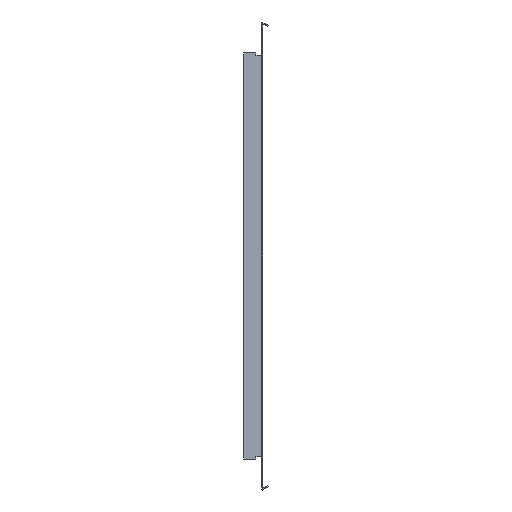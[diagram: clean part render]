
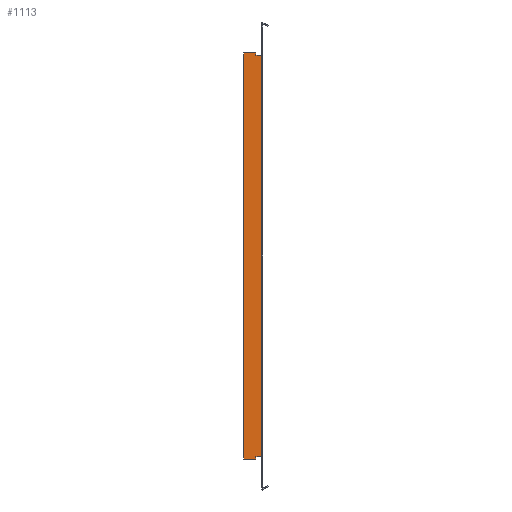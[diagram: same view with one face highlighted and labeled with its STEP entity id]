
A CAD part, left-side view. The second image highlights one B-rep face of the part: STEP entity #1113.
In plain terms, the highlighted planar face has unit normal (-1, 0, 0).
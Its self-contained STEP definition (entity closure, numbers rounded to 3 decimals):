
#123 = EDGE_CURVE ( 'NONE', #9828, #9384, #2570, .T. ) ;
#202 = EDGE_CURVE ( 'NONE', #7515, #10541, #8050, .T. ) ;
#213 = VERTEX_POINT ( 'NONE', #3931 ) ;
#394 = CARTESIAN_POINT ( 'NONE',  ( 1.5, 5.75, -256.25 ) ) ;
#423 = DIRECTION ( 'NONE',  ( 0., 0., 1. ) ) ;
#485 = VERTEX_POINT ( 'NONE', #10265 ) ;
#488 = LINE ( 'NONE', #3882, #7849 ) ;
#535 = DIRECTION ( 'NONE',  ( 0., 0., 1. ) ) ;
#550 = LINE ( 'NONE', #9616, #6589 ) ;
#770 = EDGE_CURVE ( 'NONE', #2862, #7515, #5636, .T. ) ;
#773 = LINE ( 'NONE', #10112, #6838 ) ;
#834 = DIRECTION ( 'NONE',  ( 0., 0., -1. ) ) ;
#863 = VERTEX_POINT ( 'NONE', #3087 ) ;
#960 = CARTESIAN_POINT ( 'NONE',  ( 1.5, 5.75, 259.25 ) ) ;
#965 = EDGE_CURVE ( 'NONE', #863, #6235, #9297, .T. ) ;
#983 = VERTEX_POINT ( 'NONE', #7527 ) ;
#1113 = ADVANCED_FACE ( 'NONE', ( #1653 ), #7460, .T. ) ;
#1151 = EDGE_CURVE ( 'NONE', #2862, #7187, #773, .T. ) ;
#1425 = CARTESIAN_POINT ( 'NONE',  ( 1.5, -1.5, 256.25 ) ) ;
#1546 = LINE ( 'NONE', #9994, #5128 ) ;
#1608 = DIRECTION ( 'NONE',  ( 0., -1., 0. ) ) ;
#1653 = FACE_OUTER_BOUND ( 'NONE', #8118, .T. ) ;
#1726 = LINE ( 'NONE', #5122, #2411 ) ;
#1751 = ORIENTED_EDGE ( 'NONE', *, *, #4977, .F. ) ;
#1841 = ORIENTED_EDGE ( 'NONE', *, *, #9259, .T. ) ;
#1958 = ORIENTED_EDGE ( 'NONE', *, *, #965, .F. ) ;
#2145 = DIRECTION ( 'NONE',  ( 0., 0., 1. ) ) ;
#2196 = ORIENTED_EDGE ( 'NONE', *, *, #9671, .F. ) ;
#2209 = VECTOR ( 'NONE', #5143, 1000. ) ;
#2237 = ORIENTED_EDGE ( 'NONE', *, *, #4249, .F. ) ;
#2308 = CARTESIAN_POINT ( 'NONE',  ( 1.5, 5.75, -256.75 ) ) ;
#2411 = VECTOR ( 'NONE', #4302, 1000. ) ;
#2485 = DIRECTION ( 'NONE',  ( 0., 0., -1. ) ) ;
#2570 = LINE ( 'NONE', #5959, #2209 ) ;
#2862 = VERTEX_POINT ( 'NONE', #4652 ) ;
#3087 = CARTESIAN_POINT ( 'NONE',  ( 1.5, -0.5, 256.25 ) ) ;
#3243 = DIRECTION ( 'NONE',  ( 0., 1., 0. ) ) ;
#3483 = ORIENTED_EDGE ( 'NONE', *, *, #770, .F. ) ;
#3663 = VECTOR ( 'NONE', #10865, 1000. ) ;
#3710 = ORIENTED_EDGE ( 'NONE', *, *, #1151, .T. ) ;
#3731 = DIRECTION ( 'NONE',  ( 0., -1., 0. ) ) ;
#3808 = VECTOR ( 'NONE', #535, 1000. ) ;
#3882 = CARTESIAN_POINT ( 'NONE',  ( 1.5, -1.5, 0. ) ) ;
#3901 = CARTESIAN_POINT ( 'NONE',  ( 1.5, 21.5, 259.25 ) ) ;
#3931 = CARTESIAN_POINT ( 'NONE',  ( 1.5, 5.75, -259.25 ) ) ;
#4051 = LINE ( 'NONE', #2308, #3663 ) ;
#4089 = EDGE_CURVE ( 'NONE', #10541, #9570, #5556, .T. ) ;
#4104 = LINE ( 'NONE', #8576, #7196 ) ;
#4180 = DIRECTION ( 'NONE',  ( -1., 0., 0. ) ) ;
#4184 = AXIS2_PLACEMENT_3D ( 'NONE', #6731, #4180, #1608 ) ;
#4249 = EDGE_CURVE ( 'NONE', #485, #213, #1546, .T. ) ;
#4275 = CARTESIAN_POINT ( 'NONE',  ( 1.5, -1.5, 256.25 ) ) ;
#4302 = DIRECTION ( 'NONE',  ( 0., 1., 0. ) ) ;
#4652 = CARTESIAN_POINT ( 'NONE',  ( 1.5, 21.5, -256.75 ) ) ;
#4748 = CARTESIAN_POINT ( 'NONE',  ( 1.5, -0.5, -256.25 ) ) ;
#4977 = EDGE_CURVE ( 'NONE', #6235, #9384, #488, .T. ) ;
#5122 = CARTESIAN_POINT ( 'NONE',  ( 1.5, 0., -259.25 ) ) ;
#5128 = VECTOR ( 'NONE', #2485, 1000. ) ;
#5143 = DIRECTION ( 'NONE',  ( 0., -1., 0. ) ) ;
#5431 = ORIENTED_EDGE ( 'NONE', *, *, #6476, .F. ) ;
#5556 = LINE ( 'NONE', #8963, #5991 ) ;
#5575 = EDGE_CURVE ( 'NONE', #6913, #983, #550, .T. ) ;
#5636 = LINE ( 'NONE', #6371, #5744 ) ;
#5744 = VECTOR ( 'NONE', #423, 1000. ) ;
#5793 = CARTESIAN_POINT ( 'NONE',  ( 1.5, 0., 256.25 ) ) ;
#5959 = CARTESIAN_POINT ( 'NONE',  ( 1.5, -0.5, -256.25 ) ) ;
#5991 = VECTOR ( 'NONE', #3731, 1000. ) ;
#6112 = VECTOR ( 'NONE', #10856, 1000. ) ;
#6235 = VERTEX_POINT ( 'NONE', #1425 ) ;
#6371 = CARTESIAN_POINT ( 'NONE',  ( 1.5, 21.5, 256.25 ) ) ;
#6476 = EDGE_CURVE ( 'NONE', #9828, #8780, #4104, .T. ) ;
#6589 = VECTOR ( 'NONE', #9011, 1000. ) ;
#6731 = CARTESIAN_POINT ( 'NONE',  ( 1.5, 0., 0. ) ) ;
#6799 = ORIENTED_EDGE ( 'NONE', *, *, #123, .T. ) ;
#6838 = VECTOR ( 'NONE', #834, 1000. ) ;
#6913 = VERTEX_POINT ( 'NONE', #9789 ) ;
#7187 = VERTEX_POINT ( 'NONE', #8437 ) ;
#7196 = VECTOR ( 'NONE', #3243, 1000. ) ;
#7230 = VECTOR ( 'NONE', #2145, 1000. ) ;
#7460 = PLANE ( 'NONE',  #4184 ) ;
#7515 = VERTEX_POINT ( 'NONE', #10194 ) ;
#7527 = CARTESIAN_POINT ( 'NONE',  ( 1.5, 5.75, 256.25 ) ) ;
#7617 = EDGE_CURVE ( 'NONE', #983, #863, #10869, .T. ) ;
#7655 = DIRECTION ( 'NONE',  ( 0., -1., 0. ) ) ;
#7782 = EDGE_CURVE ( 'NONE', #6913, #9570, #8053, .T. ) ;
#7849 = VECTOR ( 'NONE', #10364, 1000. ) ;
#8050 = LINE ( 'NONE', #8167, #3808 ) ;
#8053 = LINE ( 'NONE', #9767, #7230 ) ;
#8118 = EDGE_LOOP ( 'NONE', ( #5431, #6799, #1751, #1958, #9579, #10468, #10748, #9149, #10109, #3483, #3710, #2196, #2237, #1841 ) ) ;
#8167 = CARTESIAN_POINT ( 'NONE',  ( 1.5, 21.5, 0. ) ) ;
#8437 = CARTESIAN_POINT ( 'NONE',  ( 1.5, 21.5, -259.25 ) ) ;
#8576 = CARTESIAN_POINT ( 'NONE',  ( 1.5, 21.5, -256.25 ) ) ;
#8780 = VERTEX_POINT ( 'NONE', #394 ) ;
#8963 = CARTESIAN_POINT ( 'NONE',  ( 1.5, 0., 259.25 ) ) ;
#9011 = DIRECTION ( 'NONE',  ( 0., 0., -1. ) ) ;
#9149 = ORIENTED_EDGE ( 'NONE', *, *, #4089, .F. ) ;
#9259 = EDGE_CURVE ( 'NONE', #485, #8780, #4051, .T. ) ;
#9297 = LINE ( 'NONE', #5793, #6112 ) ;
#9384 = VERTEX_POINT ( 'NONE', #9472 ) ;
#9472 = CARTESIAN_POINT ( 'NONE',  ( 1.5, -1.5, -256.25 ) ) ;
#9570 = VERTEX_POINT ( 'NONE', #960 ) ;
#9579 = ORIENTED_EDGE ( 'NONE', *, *, #7617, .F. ) ;
#9616 = CARTESIAN_POINT ( 'NONE',  ( 1.5, 5.75, 256.75 ) ) ;
#9671 = EDGE_CURVE ( 'NONE', #213, #7187, #1726, .T. ) ;
#9767 = CARTESIAN_POINT ( 'NONE',  ( 1.5, 5.75, 256.75 ) ) ;
#9789 = CARTESIAN_POINT ( 'NONE',  ( 1.5, 5.75, 256.75 ) ) ;
#9828 = VERTEX_POINT ( 'NONE', #4748 ) ;
#9994 = CARTESIAN_POINT ( 'NONE',  ( 1.5, 5.75, 0. ) ) ;
#10109 = ORIENTED_EDGE ( 'NONE', *, *, #202, .F. ) ;
#10112 = CARTESIAN_POINT ( 'NONE',  ( 1.5, 21.5, -256.75 ) ) ;
#10194 = CARTESIAN_POINT ( 'NONE',  ( 1.5, 21.5, 256.75 ) ) ;
#10265 = CARTESIAN_POINT ( 'NONE',  ( 1.5, 5.75, -256.75 ) ) ;
#10364 = DIRECTION ( 'NONE',  ( 0., 0., -1. ) ) ;
#10468 = ORIENTED_EDGE ( 'NONE', *, *, #5575, .F. ) ;
#10541 = VERTEX_POINT ( 'NONE', #3901 ) ;
#10748 = ORIENTED_EDGE ( 'NONE', *, *, #7782, .T. ) ;
#10856 = DIRECTION ( 'NONE',  ( 0., -1., 0. ) ) ;
#10865 = DIRECTION ( 'NONE',  ( 0., 0., 1. ) ) ;
#10869 = LINE ( 'NONE', #4275, #10922 ) ;
#10922 = VECTOR ( 'NONE', #7655, 1000. ) ;
